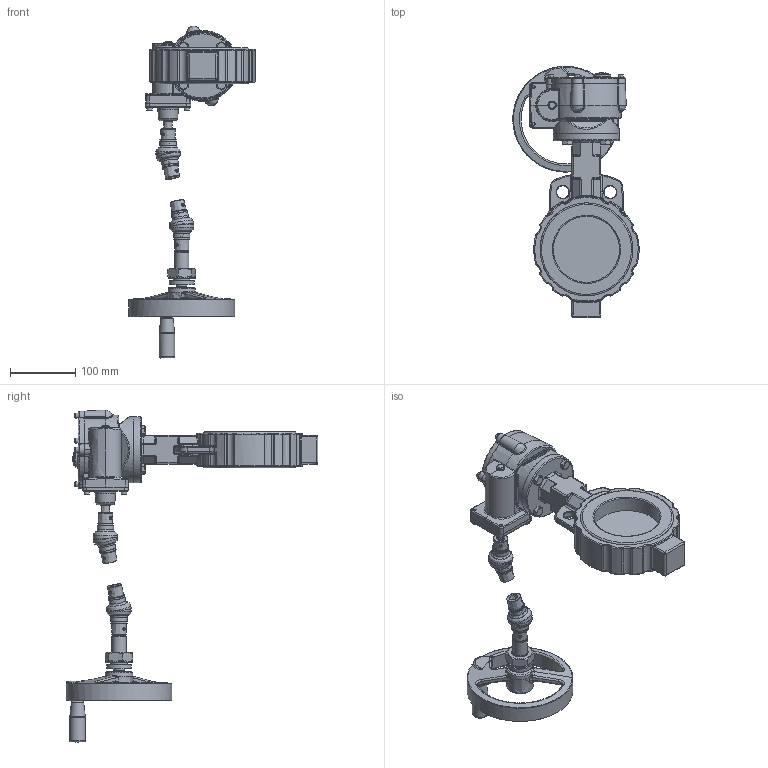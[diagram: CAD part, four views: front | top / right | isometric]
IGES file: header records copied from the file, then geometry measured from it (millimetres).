
Global section: file name: 2954-G.igs; preprocessor: I-DEAS 3D IGES Translator 15; date: 20110511.141840; units: inch
Bounding box: 193.94 x 386.59 x 510.07 mm (x, y, z)
Volume: 1932893.8 mm3; surface area: 434362.5 mm2
Topology: 51 solids, 51 shells, 1815 faces, 4217 edges, 2544 vertices
Faces by surface type: bspline 1815
